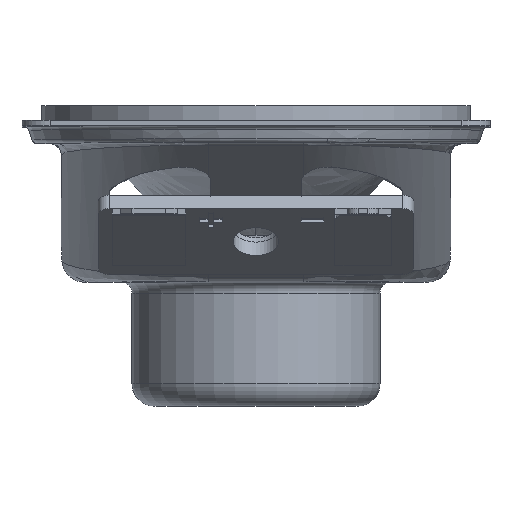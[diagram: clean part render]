
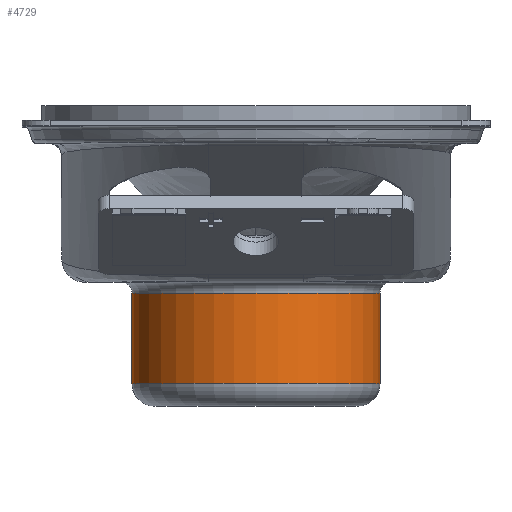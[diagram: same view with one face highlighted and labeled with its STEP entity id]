
A CAD part, top view. The second image highlights one B-rep face of the part: STEP entity #4729.
In plain terms, the highlighted cylindrical face has radius 11 mm (diameter 22 mm), a full revolution.
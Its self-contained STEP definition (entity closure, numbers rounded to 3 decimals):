
#367=CIRCLE('',#5144,11.);
#371=CIRCLE('',#5148,11.);
#372=CIRCLE('',#5149,11.);
#373=CIRCLE('',#5156,11.);
#374=CIRCLE('',#5157,11.);
#375=CIRCLE('',#5158,11.);
#573=LINE('',#8871,#927);
#927=VECTOR('',#5984,11.);
#1204=CYLINDRICAL_SURFACE('',#5155,11.);
#1353=FACE_OUTER_BOUND('',#1639,.T.);
#1639=EDGE_LOOP('',(#3788,#3789,#3790,#3791,#3792,#3793,#3794,#3795));
#2156=VERTEX_POINT('',#8841);
#2157=VERTEX_POINT('',#8842);
#2160=VERTEX_POINT('',#8849);
#2167=VERTEX_POINT('',#8866);
#2168=VERTEX_POINT('',#8867);
#2169=VERTEX_POINT('',#8869);
#2744=EDGE_CURVE('',#2156,#2157,#367,.T.);
#2748=EDGE_CURVE('',#2157,#2160,#371,.T.);
#2749=EDGE_CURVE('',#2160,#2156,#372,.T.);
#2756=EDGE_CURVE('',#2167,#2168,#373,.T.);
#2757=EDGE_CURVE('',#2169,#2167,#374,.T.);
#2758=EDGE_CURVE('',#2169,#2160,#573,.T.);
#2759=EDGE_CURVE('',#2168,#2169,#375,.T.);
#3788=ORIENTED_EDGE('',*,*,#2756,.F.);
#3789=ORIENTED_EDGE('',*,*,#2757,.F.);
#3790=ORIENTED_EDGE('',*,*,#2758,.T.);
#3791=ORIENTED_EDGE('',*,*,#2748,.F.);
#3792=ORIENTED_EDGE('',*,*,#2744,.F.);
#3793=ORIENTED_EDGE('',*,*,#2749,.F.);
#3794=ORIENTED_EDGE('',*,*,#2758,.F.);
#3795=ORIENTED_EDGE('',*,*,#2759,.F.);
#4729=ADVANCED_FACE('',(#1353),#1204,.T.);
#5144=AXIS2_PLACEMENT_3D('',#8843,#5954,#5955);
#5148=AXIS2_PLACEMENT_3D('',#8850,#5962,#5963);
#5149=AXIS2_PLACEMENT_3D('',#8851,#5964,#5965);
#5155=AXIS2_PLACEMENT_3D('',#8865,#5978,#5979);
#5156=AXIS2_PLACEMENT_3D('',#8868,#5980,#5981);
#5157=AXIS2_PLACEMENT_3D('',#8870,#5982,#5983);
#5158=AXIS2_PLACEMENT_3D('',#8872,#5985,#5986);
#5954=DIRECTION('center_axis',(0.,1.,0.));
#5955=DIRECTION('ref_axis',(-1.,0.,0.));
#5962=DIRECTION('center_axis',(0.,1.,0.));
#5963=DIRECTION('ref_axis',(-1.,0.,0.));
#5964=DIRECTION('center_axis',(0.,1.,0.));
#5965=DIRECTION('ref_axis',(-1.,0.,0.));
#5978=DIRECTION('center_axis',(0.,-1.,0.));
#5979=DIRECTION('ref_axis',(1.,0.,0.));
#5980=DIRECTION('center_axis',(0.,-1.,0.));
#5981=DIRECTION('ref_axis',(-1.,0.,0.));
#5982=DIRECTION('center_axis',(0.,-1.,0.));
#5983=DIRECTION('ref_axis',(-1.,0.,0.));
#5984=DIRECTION('',(0.,1.,0.));
#5985=DIRECTION('center_axis',(0.,-1.,0.));
#5986=DIRECTION('ref_axis',(-1.,0.,0.));
#8841=CARTESIAN_POINT('',(11.,-14.8,0.));
#8842=CARTESIAN_POINT('',(0.,-14.8,-11.));
#8843=CARTESIAN_POINT('Origin',(0.,-14.8,0.));
#8849=CARTESIAN_POINT('',(-11.,-14.8,0.));
#8850=CARTESIAN_POINT('Origin',(0.,-14.8,0.));
#8851=CARTESIAN_POINT('Origin',(0.,-14.8,0.));
#8865=CARTESIAN_POINT('Origin',(0.,-13.8,0.));
#8866=CARTESIAN_POINT('',(11.,-22.8,0.));
#8867=CARTESIAN_POINT('',(0.,-22.8,11.));
#8868=CARTESIAN_POINT('Origin',(0.,-22.8,0.));
#8869=CARTESIAN_POINT('',(-11.,-22.8,0.));
#8870=CARTESIAN_POINT('Origin',(0.,-22.8,0.));
#8871=CARTESIAN_POINT('',(-11.,-13.8,0.));
#8872=CARTESIAN_POINT('Origin',(0.,-22.8,0.));
